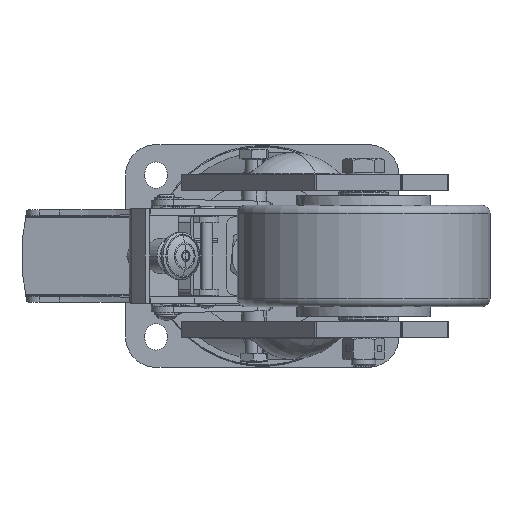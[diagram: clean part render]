
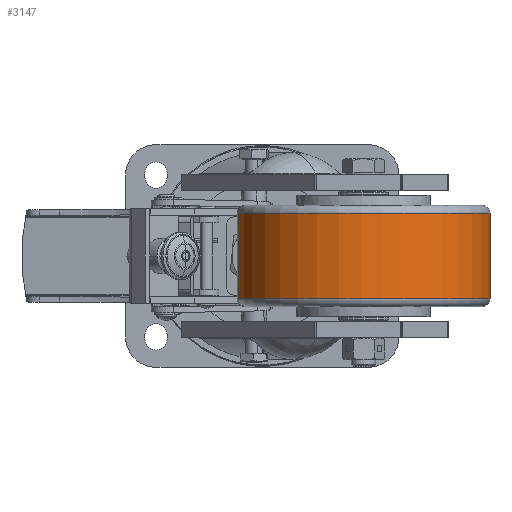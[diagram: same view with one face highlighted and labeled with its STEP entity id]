
A CAD part, front view. The second image highlights one B-rep face of the part: STEP entity #3147.
In plain terms, the highlighted cylindrical face has radius 62.5 mm (diameter 125 mm), a partial arc.
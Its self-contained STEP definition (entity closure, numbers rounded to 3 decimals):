
#602 = FACE_OUTER_BOUND ( 'NONE', #10865, .T. ) ;
#683 = CARTESIAN_POINT ( 'NONE',  ( 111.786, -98.078, 21. ) ) ;
#1184 = CIRCLE ( 'NONE', #7115, 62.5 ) ;
#1525 = CARTESIAN_POINT ( 'NONE',  ( -11.786, -116.922, 21. ) ) ;
#3147 = ADVANCED_FACE ( 'NONE', ( #602 ), #33629, .T. ) ;
#4882 = EDGE_CURVE ( 'NONE', #38834, #37735, #32413, .T. ) ;
#5105 = DIRECTION ( 'NONE',  ( 0., 0., -1. ) ) ;
#5752 = VERTEX_POINT ( 'NONE', #683 ) ;
#7115 = AXIS2_PLACEMENT_3D ( 'NONE', #34457, #5105, #39419 ) ;
#8947 = CARTESIAN_POINT ( 'NONE',  ( -11.786, -116.922, 0. ) ) ;
#9790 = DIRECTION ( 'NONE',  ( 0., 0., -1. ) ) ;
#10865 = EDGE_LOOP ( 'NONE', ( #62371, #23254, #46602, #21131 ) ) ;
#12796 = LINE ( 'NONE', #46193, #47400 ) ;
#16198 = EDGE_CURVE ( 'NONE', #26839, #38834, #24858, .T. ) ;
#20180 = AXIS2_PLACEMENT_3D ( 'NONE', #56446, #30518, #32778 ) ;
#20802 = CARTESIAN_POINT ( 'NONE',  ( -11.786, -116.922, -21. ) ) ;
#21131 = ORIENTED_EDGE ( 'NONE', *, *, #4882, .T. ) ;
#23254 = ORIENTED_EDGE ( 'NONE', *, *, #43595, .T. ) ;
#23316 = VECTOR ( 'NONE', #9790, 1000. ) ;
#24208 = CARTESIAN_POINT ( 'NONE',  ( 111.786, -98.078, -21. ) ) ;
#24858 = LINE ( 'NONE', #8947, #23316 ) ;
#26839 = VERTEX_POINT ( 'NONE', #1525 ) ;
#30518 = DIRECTION ( 'NONE',  ( 0., 0., 1. ) ) ;
#31752 = DIRECTION ( 'NONE',  ( 0., 0., -1. ) ) ;
#32413 = CIRCLE ( 'NONE', #20180, 62.5 ) ;
#32778 = DIRECTION ( 'NONE',  ( -0.989, -0.151, 0. ) ) ;
#33629 = CYLINDRICAL_SURFACE ( 'NONE', #51439, 62.5 ) ;
#34457 = CARTESIAN_POINT ( 'NONE',  ( 50., -107.5, 21. ) ) ;
#37735 = VERTEX_POINT ( 'NONE', #24208 ) ;
#38834 = VERTEX_POINT ( 'NONE', #20802 ) ;
#39419 = DIRECTION ( 'NONE',  ( 0.989, 0.151, 0. ) ) ;
#39663 = EDGE_CURVE ( 'NONE', #5752, #37735, #12796, .T. ) ;
#43558 = DIRECTION ( 'NONE',  ( 0., 0., -1. ) ) ;
#43595 = EDGE_CURVE ( 'NONE', #5752, #26839, #1184, .T. ) ;
#44196 = CARTESIAN_POINT ( 'NONE',  ( 50., -107.5, 0. ) ) ;
#45434 = DIRECTION ( 'NONE',  ( -0.989, -0.151, 0. ) ) ;
#46193 = CARTESIAN_POINT ( 'NONE',  ( 111.786, -98.078, 0. ) ) ;
#46602 = ORIENTED_EDGE ( 'NONE', *, *, #16198, .T. ) ;
#47400 = VECTOR ( 'NONE', #31752, 1000. ) ;
#51439 = AXIS2_PLACEMENT_3D ( 'NONE', #44196, #43558, #45434 ) ;
#56446 = CARTESIAN_POINT ( 'NONE',  ( 50., -107.5, -21. ) ) ;
#62371 = ORIENTED_EDGE ( 'NONE', *, *, #39663, .F. ) ;
